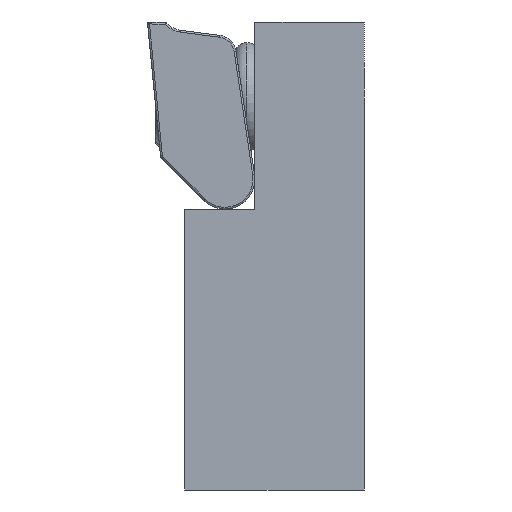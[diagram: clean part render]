
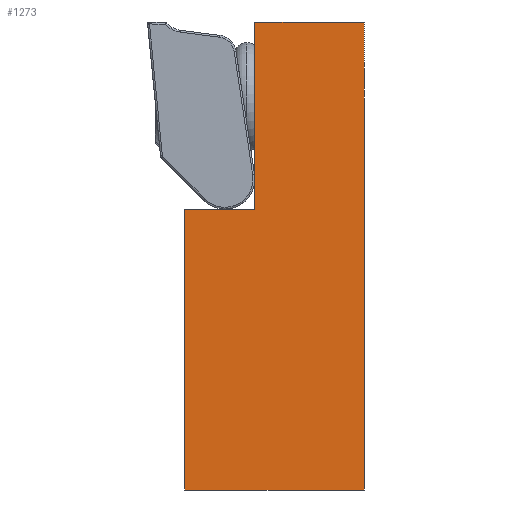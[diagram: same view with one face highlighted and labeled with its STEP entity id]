
A CAD part, left-side view. The second image highlights one B-rep face of the part: STEP entity #1273.
In plain terms, the highlighted planar face has unit normal (-1, 0, 0).
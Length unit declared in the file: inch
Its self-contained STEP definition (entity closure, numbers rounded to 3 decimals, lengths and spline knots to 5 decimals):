
#12 = CARTESIAN_POINT ( 'NONE',  ( -2.875, -0.48, 1.25 ) ) ;
#258 = ORIENTED_EDGE ( 'NONE', *, *, #9412, .F. ) ;
#267 = ORIENTED_EDGE ( 'NONE', *, *, #4276, .F. ) ;
#312 = LINE ( 'NONE', #3276, #10990 ) ;
#534 = EDGE_CURVE ( 'NONE', #4962, #13067, #7901, .T. ) ;
#1183 = DIRECTION ( 'NONE',  ( 0., 1., 0. ) ) ;
#1273 = ADVANCED_FACE ( 'NONE', ( #8010 ), #11305, .F. ) ;
#1342 = CARTESIAN_POINT ( 'NONE',  ( -2.875, 0., 0. ) ) ;
#1368 = VECTOR ( 'NONE', #12271, 39.37008 ) ;
#1651 = CARTESIAN_POINT ( 'NONE',  ( -2.875, 0., 0.75 ) ) ;
#1859 = VERTEX_POINT ( 'NONE', #12 ) ;
#2061 = DIRECTION ( 'NONE',  ( 0., 0., 1. ) ) ;
#2477 = CARTESIAN_POINT ( 'NONE',  ( -2.875, 0., 0. ) ) ;
#3276 = CARTESIAN_POINT ( 'NONE',  ( -2.875, -0.48, 0. ) ) ;
#3997 = LINE ( 'NONE', #14827, #7641 ) ;
#4276 = EDGE_CURVE ( 'NONE', #7113, #10802, #3997, .T. ) ;
#4962 = VERTEX_POINT ( 'NONE', #2477 ) ;
#5050 = ORIENTED_EDGE ( 'NONE', *, *, #12323, .F. ) ;
#5457 = LINE ( 'NONE', #7297, #9764 ) ;
#6067 = EDGE_CURVE ( 'NONE', #13067, #7113, #5457, .T. ) ;
#6350 = VERTEX_POINT ( 'NONE', #12679 ) ;
#7113 = VERTEX_POINT ( 'NONE', #9588 ) ;
#7297 = CARTESIAN_POINT ( 'NONE',  ( -2.875, -0.1875, 0.75 ) ) ;
#7398 = DIRECTION ( 'NONE',  ( 0., 0., -1. ) ) ;
#7641 = VECTOR ( 'NONE', #2061, 39.37008 ) ;
#7901 = LINE ( 'NONE', #14875, #13147 ) ;
#8010 = FACE_OUTER_BOUND ( 'NONE', #10882, .T. ) ;
#8191 = EDGE_CURVE ( 'NONE', #10802, #1859, #8343, .T. ) ;
#8343 = LINE ( 'NONE', #13553, #1368 ) ;
#9412 = EDGE_CURVE ( 'NONE', #1859, #6350, #312, .T. ) ;
#9588 = CARTESIAN_POINT ( 'NONE',  ( -2.875, -0.1875, 0.75 ) ) ;
#9764 = VECTOR ( 'NONE', #14263, 39.37008 ) ;
#10120 = AXIS2_PLACEMENT_3D ( 'NONE', #12110, #14448, #7398 ) ;
#10382 = LINE ( 'NONE', #1342, #10734 ) ;
#10734 = VECTOR ( 'NONE', #1183, 39.37008 ) ;
#10802 = VERTEX_POINT ( 'NONE', #12633 ) ;
#10882 = EDGE_LOOP ( 'NONE', ( #13439, #5050, #258, #12356, #267, #14761 ) ) ;
#10990 = VECTOR ( 'NONE', #12542, 39.37008 ) ;
#11305 = PLANE ( 'NONE',  #10120 ) ;
#12110 = CARTESIAN_POINT ( 'NONE',  ( -2.875, 0., 1.25 ) ) ;
#12271 = DIRECTION ( 'NONE',  ( 0., -1., 0. ) ) ;
#12323 = EDGE_CURVE ( 'NONE', #6350, #4962, #10382, .T. ) ;
#12356 = ORIENTED_EDGE ( 'NONE', *, *, #8191, .F. ) ;
#12542 = DIRECTION ( 'NONE',  ( 0., 0., -1. ) ) ;
#12633 = CARTESIAN_POINT ( 'NONE',  ( -2.875, -0.1875, 1.25 ) ) ;
#12679 = CARTESIAN_POINT ( 'NONE',  ( -2.875, -0.48, 0. ) ) ;
#13067 = VERTEX_POINT ( 'NONE', #1651 ) ;
#13147 = VECTOR ( 'NONE', #14344, 39.37008 ) ;
#13439 = ORIENTED_EDGE ( 'NONE', *, *, #534, .F. ) ;
#13553 = CARTESIAN_POINT ( 'NONE',  ( -2.875, -0.48, 1.25 ) ) ;
#14263 = DIRECTION ( 'NONE',  ( 0., -1., 0. ) ) ;
#14344 = DIRECTION ( 'NONE',  ( 0., 0., 1. ) ) ;
#14448 = DIRECTION ( 'NONE',  ( 1., 0., 0. ) ) ;
#14761 = ORIENTED_EDGE ( 'NONE', *, *, #6067, .F. ) ;
#14827 = CARTESIAN_POINT ( 'NONE',  ( -2.875, -0.1875, 1.25 ) ) ;
#14875 = CARTESIAN_POINT ( 'NONE',  ( -2.875, 0., 0.75 ) ) ;
